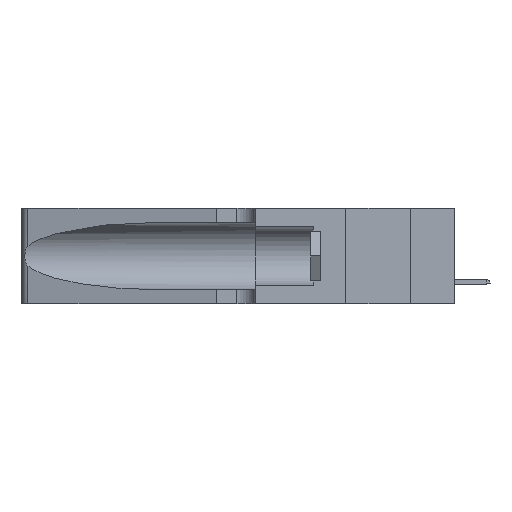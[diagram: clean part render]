
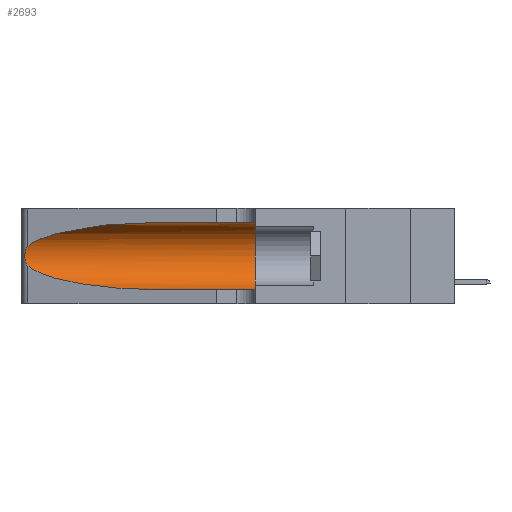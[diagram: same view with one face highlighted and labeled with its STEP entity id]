
A CAD part, left-side view. The second image highlights one B-rep face of the part: STEP entity #2693.
In plain terms, the highlighted cylindrical face has radius 3.308 mm (diameter 6.617 mm), a partial arc.
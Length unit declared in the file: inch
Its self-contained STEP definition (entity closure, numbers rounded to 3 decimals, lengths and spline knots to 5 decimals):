
#997 = DIRECTION ( 'NONE',  ( 0., 0., 1. ) ) ;
#1080 = ORIENTED_EDGE ( 'NONE', *, *, #11525, .F. ) ;
#2094 = DIRECTION ( 'NONE',  ( 0., 0., -1. ) ) ;
#2132 = CARTESIAN_POINT ( 'NONE',  ( 0.25487, 1.22718, 0.22369 ) ) ;
#2176 = VERTEX_POINT ( 'NONE', #21674 ) ;
#2313 = CYLINDRICAL_SURFACE ( 'NONE', #12429, 0.13025 ) ;
#2451 = CARTESIAN_POINT ( 'NONE',  ( 0.25487, 1.22718, 0.14631 ) ) ;
#2693 = ADVANCED_FACE ( 'NONE', ( #22044 ), #2313, .F. ) ;
#3282 = EDGE_CURVE ( 'NONE', #32186, #32738, #22496, .T. ) ;
#4782 = CARTESIAN_POINT ( 'NONE',  ( 0.25856, 1.23593, 0.16098 ) ) ;
#4909 = LINE ( 'NONE', #21995, #28136 ) ;
#8064 = CARTESIAN_POINT ( 'NONE',  ( 0.26017, 1.23833, 0.17102 ) ) ;
#8276 = CARTESIAN_POINT ( 'NONE',  ( 0.25639, 1.23184, 0.21858 ) ) ;
#9730 = EDGE_LOOP ( 'NONE', ( #41608, #29055, #15661, #18384, #1080, #38068 ) ) ;
#11044 = CARTESIAN_POINT ( 'NONE',  ( 0.1305, 0.35, 0.185 ) ) ;
#11122 = CARTESIAN_POINT ( 'NONE',  ( 0.26075, 1.23896, 0.19203 ) ) ;
#11525 = EDGE_CURVE ( 'NONE', #32894, #12036, #14544, .T. ) ;
#12036 = VERTEX_POINT ( 'NONE', #21741 ) ;
#12372 = CARTESIAN_POINT ( 'NONE',  ( 0.1305, 1.61858, 0.185 ) ) ;
#12429 = AXIS2_PLACEMENT_3D ( 'NONE', #12372, #32533, #2094 ) ;
#13448 = CARTESIAN_POINT ( 'NONE',  ( 0.1305, 1.61858, 0.05475 ) ) ;
#13449 = CARTESIAN_POINT ( 'NONE',  ( 0.25487, 1.22718, 0.22369 ) ) ;
#14544 = CIRCLE ( 'NONE', #32030, 0.13025 ) ;
#15173 =( BOUNDED_CURVE ( )  B_SPLINE_CURVE ( 3, ( #20269, #29693, #33606, #13449 ),
 .UNSPECIFIED., .F., .T. ) 
 B_SPLINE_CURVE_WITH_KNOTS ( ( 4, 4 ),
 ( 1.5708, 2.84003 ),
 .UNSPECIFIED. ) 
 CURVE ( )  GEOMETRIC_REPRESENTATION_ITEM ( )  RATIONAL_B_SPLINE_CURVE ( ( 1., 0.87, 0.87, 1. ) ) 
 REPRESENTATION_ITEM ( '' )  );
#15661 = ORIENTED_EDGE ( 'NONE', *, *, #3282, .T. ) ;
#16966 = EDGE_CURVE ( 'NONE', #2176, #32186, #19922, .T. ) ;
#16974 = DIRECTION ( 'NONE',  ( 0., -1., 0. ) ) ;
#18154 = CARTESIAN_POINT ( 'NONE',  ( 0.25639, 1.23186, 0.15144 ) ) ;
#18349 = VECTOR ( 'NONE', #16974, 39.37008 ) ;
#18384 = ORIENTED_EDGE ( 'NONE', *, *, #38239, .T. ) ;
#18574 = CARTESIAN_POINT ( 'NONE',  ( 0.25787, 1.23484, 0.2124 ) ) ;
#18913 = CARTESIAN_POINT ( 'NONE',  ( 0.25487, 1.22718, 0.14631 ) ) ;
#19922 = B_SPLINE_CURVE_WITH_KNOTS ( 'NONE', 3,
 ( #2132, #28229, #8276, #18574, #31505, #41552, #11122, #28437, #8064, #4782, #38060, #18154, #35400, #37841 ),
 .UNSPECIFIED., .F., .F.,
 ( 4, 2, 2, 2, 2, 2, 4 ),
 ( 0., 0.00027, 0.00053, 0.00107, 0.0016, 0.00187, 0.00214 ),
 .UNSPECIFIED. ) ;
#20045 = LINE ( 'NONE', #13448, #18349 ) ;
#20269 = CARTESIAN_POINT ( 'NONE',  ( 0.1305, 0.72297, 0.31525 ) ) ;
#21674 = CARTESIAN_POINT ( 'NONE',  ( 0.25487, 1.22718, 0.22369 ) ) ;
#21741 = CARTESIAN_POINT ( 'NONE',  ( 0.1305, 0.35, 0.05475 ) ) ;
#21995 = CARTESIAN_POINT ( 'NONE',  ( 0.1305, 1.61858, 0.31525 ) ) ;
#22044 = FACE_OUTER_BOUND ( 'NONE', #9730, .T. ) ;
#22428 = CARTESIAN_POINT ( 'NONE',  ( 0.1305, 0.72297, 0.05475 ) ) ;
#22496 =( BOUNDED_CURVE ( )  B_SPLINE_CURVE ( 3, ( #18913, #32267, #39037, #22428 ),
 .UNSPECIFIED., .F., .T. ) 
 B_SPLINE_CURVE_WITH_KNOTS ( ( 4, 4 ),
 ( 3.44316, 4.71239 ),
 .UNSPECIFIED. ) 
 CURVE ( )  GEOMETRIC_REPRESENTATION_ITEM ( )  RATIONAL_B_SPLINE_CURVE ( ( 1., 0.87, 0.87, 1. ) ) 
 REPRESENTATION_ITEM ( '' )  );
#22786 = VERTEX_POINT ( 'NONE', #38626 ) ;
#26496 = CARTESIAN_POINT ( 'NONE',  ( 0.1305, 0.72297, 0.05475 ) ) ;
#28136 = VECTOR ( 'NONE', #35101, 39.37008 ) ;
#28229 = CARTESIAN_POINT ( 'NONE',  ( 0.25555, 1.22994, 0.2215 ) ) ;
#28437 = CARTESIAN_POINT ( 'NONE',  ( 0.26075, 1.23896, 0.178 ) ) ;
#29055 = ORIENTED_EDGE ( 'NONE', *, *, #16966, .T. ) ;
#29693 = CARTESIAN_POINT ( 'NONE',  ( 0.18966, 0.96281, 0.31525 ) ) ;
#30574 = DIRECTION ( 'NONE',  ( 0., 1., 0. ) ) ;
#31505 = CARTESIAN_POINT ( 'NONE',  ( 0.25854, 1.2359, 0.20912 ) ) ;
#32030 = AXIS2_PLACEMENT_3D ( 'NONE', #11044, #30574, #997 ) ;
#32186 = VERTEX_POINT ( 'NONE', #2451 ) ;
#32267 = CARTESIAN_POINT ( 'NONE',  ( 0.2373, 1.15595, 0.08982 ) ) ;
#32533 = DIRECTION ( 'NONE',  ( 0., -1., 0. ) ) ;
#32738 = VERTEX_POINT ( 'NONE', #26496 ) ;
#32894 = VERTEX_POINT ( 'NONE', #34970 ) ;
#33606 = CARTESIAN_POINT ( 'NONE',  ( 0.2373, 1.15595, 0.28018 ) ) ;
#34970 = CARTESIAN_POINT ( 'NONE',  ( 0.1305, 0.35, 0.31525 ) ) ;
#35101 = DIRECTION ( 'NONE',  ( 0., -1., 0. ) ) ;
#35400 = CARTESIAN_POINT ( 'NONE',  ( 0.25555, 1.22993, 0.14849 ) ) ;
#37841 = CARTESIAN_POINT ( 'NONE',  ( 0.25487, 1.22718, 0.14631 ) ) ;
#38060 = CARTESIAN_POINT ( 'NONE',  ( 0.25789, 1.23486, 0.15765 ) ) ;
#38068 = ORIENTED_EDGE ( 'NONE', *, *, #39692, .F. ) ;
#38239 = EDGE_CURVE ( 'NONE', #32738, #12036, #20045, .T. ) ;
#38626 = CARTESIAN_POINT ( 'NONE',  ( 0.1305, 0.72297, 0.31525 ) ) ;
#39037 = CARTESIAN_POINT ( 'NONE',  ( 0.18966, 0.96281, 0.05475 ) ) ;
#39692 = EDGE_CURVE ( 'NONE', #22786, #32894, #4909, .T. ) ;
#41552 = CARTESIAN_POINT ( 'NONE',  ( 0.26018, 1.23835, 0.19895 ) ) ;
#41608 = ORIENTED_EDGE ( 'NONE', *, *, #43115, .T. ) ;
#43115 = EDGE_CURVE ( 'NONE', #22786, #2176, #15173, .T. ) ;
